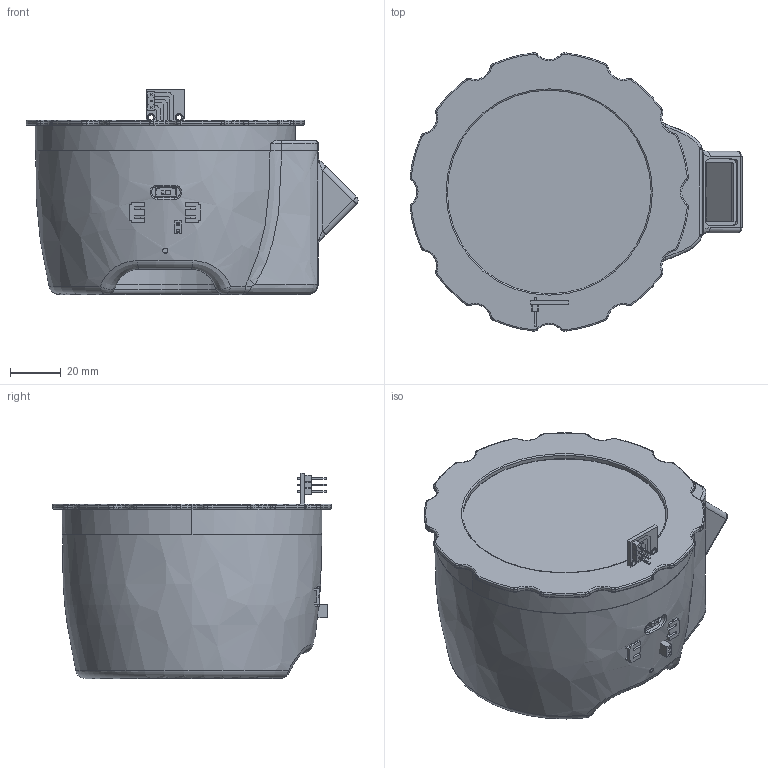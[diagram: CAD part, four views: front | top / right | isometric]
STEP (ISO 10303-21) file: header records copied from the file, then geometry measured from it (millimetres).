
FILE_DESCRIPTION (( 'STEP AP214' ), '1' );
FILE_NAME ('cromira assembly a.STEP', '2025-06-08T01:31:17', ( '' ), ( '' ), 'SwSTEP 2.0', 'SolidWorks 2024', '' );
FILE_SCHEMA (( 'AUTOMOTIVE_DESIGN' ));
Length unit declared in the file: millimetre
Products named in the file (59): BOSS-EXTRUDE7_8__1.step; cromira_xiao_v2.step; USB TYPE C PORT_1.step; cromira_neo_connector_copper.step; LED_1206_3216Metric_1.step; USB TYPE C PORT (1)_1.step; JS102011JCQN_1.step; CHAMFER9_1.step; BOSS-EXTRUDE7_1__1.step; BOSS-EXTRUDE14_9__1.step; cromira_neo_connector_pad.step; BOSS-EXTRUDE14_1__1.step; cromira_xiao_v2; U.FL Connector v1_1.step; BOSS-EXTRUDE7_2__1.step; PinSocket_1x02_P2.54mm_Vertical_1.step; bezgear 150mah battery; BOSS-EXTRUDE14_11__1.step; Shield_1.step; C_1206_3216Metric_1.step; cromira_neo_connector_via.step; L_1206_3216Metric_1.step; SOT-23-6_1.step; BG300-03-X-X-A_REVC_1.step; BOSS-EXTRUDE14_5__1.step; BOSS-EXTRUDE7_7__1.step; Seeed Studio XIAO-ESP32-C3_1.step; BOSS-EXTRUDE14_7__1.step; cromira_c; SI2336DS-T1-GE3_1.step; S2B-PH-SM4-TB_1.step; BOSS-EXTRUDE7_5__1.step; SOLID_1.step; body_BG301-xxx_1.step; R_1206_3216Metric_1.step; BOSS-EXTRUDE7_3__1.step; LED_JH3535W12; BOSS-EXTRUDE14_3__1.step; BOSS-EXTRUDE14_6__1.step; BOSS-EXTRUDE7_4__1.step ...
Assembly tree (70 placements, depth 7):
  cromira assembly a
    cromira_c
    bezgear 150mah battery
    LED_JH3535W12
    cromira_xiao_v2
      cromira_xiao_v2.step
        Seeed Studio XIAO-ESP32-C3_1.step
          USB TYPE C PORT_1.step
            USB TYPE C PORT (1)_1.step
              BOSS-EXTRUDE14_8__1.step
              BOSS-EXTRUDE7_4__1.step
              BOSS-EXTRUDE7_3__1.step
              BOSS-EXTRUDE14_4__1.step
              BOSS-EXTRUDE14_2__1.step
              BOSS-EXTRUDE14_11__1.step
              BOSS-EXTRUDE7_7__1.step
              BOSS-EXTRUDE14_9__1.step
              BOSS-EXTRUDE14_3__1.step
              BOSS-EXTRUDE14_7__1.step
              MIRROR2_1.step
              BOSS-EXTRUDE14_5__1.step
              BOSS-EXTRUDE14_12__1.step
              BOSS-EXTRUDE7_8__1.step
              BOSS-EXTRUDE7_1__1.step
              BOSS-EXTRUDE14_10__1.step
              BOSS-EXTRUDE7_9__1.step
              BOSS-EXTRUDE14_6__1.step
              CHAMFER9_1.step
              BOSS-EXTRUDE14_1__1.step
              BOSS-EXTRUDE7_6__1.step
              BOSS-EXTRUDE7_2__1.step
              CUT-EXTRUDE5_1.step
              BOSS-EXTRUDE7_5__1.step
          U.FL Connector v1_1.step
          Button (1)_1.step  x2
          Shield_1.step
          SOLID_1.step
        BG300-03-X-X-A_REVC_1.step
          body_BG301-xxx_1.step
          pin_BG301-xxx_1.step  x3
        L_1206_3216Metric_1.step
        LED_1206_3216Metric_1.step  x2
        C_1206_3216Metric_1.step  x2
        R_1206_3216Metric_1.step  x7
        SOT-23-6_1.step
        SI2336DS-T1-GE3_1.step
        PinSocket_1x02_P2.54mm_Vertical_1.step
        JS102011JCQN_1.step
        S2B-PH-SM4-TB_1.step  x2
        cromira_xiao_PCB_1.step
    cromira_neo_connector
      cromira_neo_connector.step
        PinHeader_1x03_P2.54mm_Horizontal.step
        PinHeader_1x03_P2.54mm_Vertical_1.step
        cromira_neo_connector_copper.step
        cromira_neo_connector_pad.step
        cromira_neo_connector_via.step
        cromira_neo_connector_PCB_1.step
    cromira roller test
Bounding box: 130.34 x 109.33 x 80.53 mm (x, y, z)
Volume: 122228.6 mm3; surface area: 149095.5 mm2
Topology: 116 solids, 117 shells, 3605 faces, 9324 edges, 5980 vertices
Faces by surface type: plane 2121, cylinder 1063, torus 170, bspline 159, cone 72, sphere 20
Full cylindrical faces by diameter (mm): 0.75 x2
Entity records: 106438 total; most frequent: CARTESIAN_POINT 26458, DIRECTION 16173, ORIENTED_EDGE 16166, EDGE_CURVE 8083, AXIS2_PLACEMENT_3D 5489, VECTOR 5195, LINE 5195, VERTEX_POINT 5190
